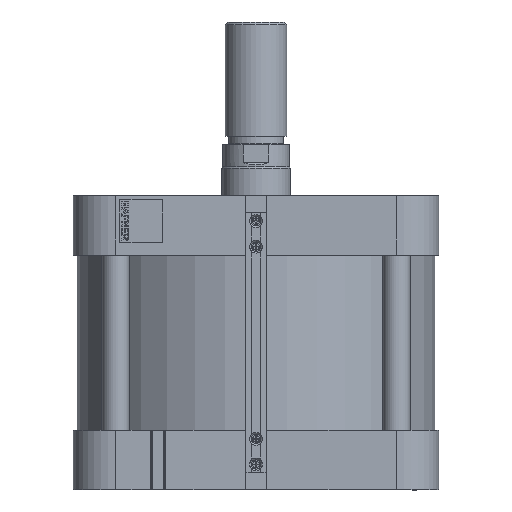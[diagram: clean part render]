
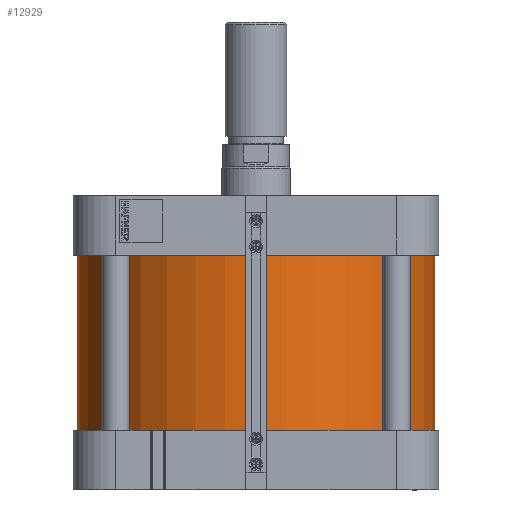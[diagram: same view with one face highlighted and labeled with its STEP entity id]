
A CAD part, left-side view. The second image highlights one B-rep face of the part: STEP entity #12929.
In plain terms, the highlighted cylindrical face has radius 105 mm (diameter 210 mm), a full revolution.
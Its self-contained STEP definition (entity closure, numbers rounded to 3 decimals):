
#430=CYLINDRICAL_SURFACE('',#13775,105.);
#2185=ORIENTED_EDGE('',*,*,#4416,.T.);
#2186=ORIENTED_EDGE('',*,*,#4417,.T.);
#4416=EDGE_CURVE('',#5604,#5604,#6459,.T.);
#4417=EDGE_CURVE('',#5605,#5605,#6460,.T.);
#5604=VERTEX_POINT('',#18024);
#5605=VERTEX_POINT('',#18026);
#6459=CIRCLE('',#13776,105.);
#6460=CIRCLE('',#13777,105.);
#6962=EDGE_LOOP('',(#2185));
#6963=EDGE_LOOP('',(#2186));
#7980=FACE_BOUND('',#6962,.T.);
#7981=FACE_BOUND('',#6963,.T.);
#12929=ADVANCED_FACE('',(#7980,#7981),#430,.T.);
#13775=AXIS2_PLACEMENT_3D('',#18022,#15129,#15130);
#13776=AXIS2_PLACEMENT_3D('',#18023,#15131,#15132);
#13777=AXIS2_PLACEMENT_3D('',#18025,#15133,#15134);
#15129=DIRECTION('',(0.,0.,-1.));
#15130=DIRECTION('',(0.,1.,0.));
#15131=DIRECTION('',(0.,0.,1.));
#15132=DIRECTION('',(0.,1.,0.));
#15133=DIRECTION('',(0.,0.,-1.));
#15134=DIRECTION('',(0.,1.,0.));
#18022=CARTESIAN_POINT('',(780.,0.,40.));
#18023=CARTESIAN_POINT('',(780.,0.,97.));
#18024=CARTESIAN_POINT('',(780.,105.,97.));
#18025=CARTESIAN_POINT('',(780.,0.,200.));
#18026=CARTESIAN_POINT('',(780.,105.,200.));
